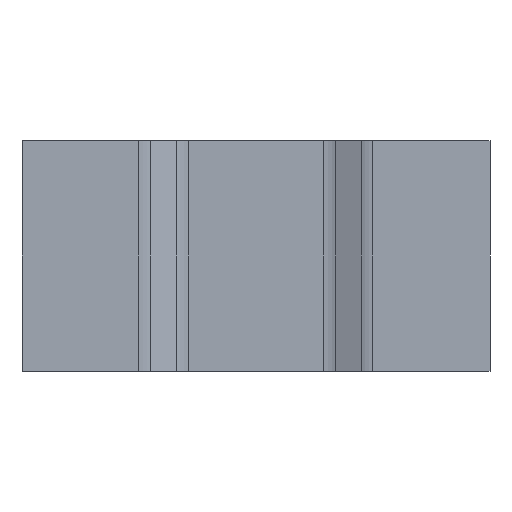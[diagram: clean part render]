
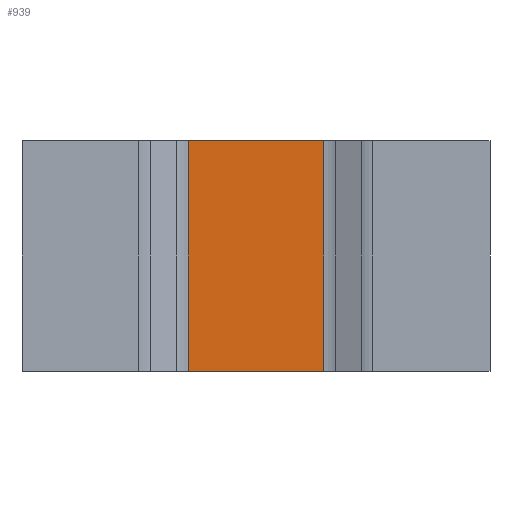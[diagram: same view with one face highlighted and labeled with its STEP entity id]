
A CAD part, front view. The second image highlights one B-rep face of the part: STEP entity #939.
In plain terms, the highlighted planar face has unit normal (0, -1, 0).
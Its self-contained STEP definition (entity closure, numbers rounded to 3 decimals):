
#36 = LINE ( 'NONE', #883, #396 ) ;
#41 = FACE_OUTER_BOUND ( 'NONE', #948, .T. ) ;
#53 = VERTEX_POINT ( 'NONE', #644 ) ;
#72 = VERTEX_POINT ( 'NONE', #187 ) ;
#77 = EDGE_CURVE ( 'NONE', #183, #99, #36, .T. ) ;
#99 = VERTEX_POINT ( 'NONE', #561 ) ;
#141 = DIRECTION ( 'NONE',  ( 1., 0., 0. ) ) ;
#183 = VERTEX_POINT ( 'NONE', #728 ) ;
#187 = CARTESIAN_POINT ( 'NONE',  ( 2.2, 0.5, 0.01 ) ) ;
#255 = LINE ( 'NONE', #563, #373 ) ;
#270 = DIRECTION ( 'NONE',  ( -1., 0., 0. ) ) ;
#271 = EDGE_CURVE ( 'NONE', #72, #99, #902, .T. ) ;
#291 = DIRECTION ( 'NONE',  ( 0., 0., 1. ) ) ;
#293 = CARTESIAN_POINT ( 'NONE',  ( -2.2, 0.5, 7.49 ) ) ;
#373 = VECTOR ( 'NONE', #291, 1000. ) ;
#391 = VECTOR ( 'NONE', #682, 1000. ) ;
#396 = VECTOR ( 'NONE', #878, 1000. ) ;
#488 = VECTOR ( 'NONE', #141, 1000. ) ;
#521 = EDGE_CURVE ( 'NONE', #183, #53, #603, .T. ) ;
#561 = CARTESIAN_POINT ( 'NONE',  ( -2.2, 0.5, 0.01 ) ) ;
#563 = CARTESIAN_POINT ( 'NONE',  ( 2.2, 0.5, 7.5 ) ) ;
#574 = ORIENTED_EDGE ( 'NONE', *, *, #521, .F. ) ;
#603 = LINE ( 'NONE', #293, #488 ) ;
#644 = CARTESIAN_POINT ( 'NONE',  ( 2.2, 0.5, 7.49 ) ) ;
#652 = DIRECTION ( 'NONE',  ( 0., 1., 0. ) ) ;
#653 = CARTESIAN_POINT ( 'NONE',  ( 2.2, 0.5, 0.01 ) ) ;
#679 = ORIENTED_EDGE ( 'NONE', *, *, #988, .T. ) ;
#682 = DIRECTION ( 'NONE',  ( -1., 0., 0. ) ) ;
#728 = CARTESIAN_POINT ( 'NONE',  ( -2.2, 0.5, 7.49 ) ) ;
#807 = AXIS2_PLACEMENT_3D ( 'NONE', #950, #652, #270 ) ;
#863 = PLANE ( 'NONE',  #807 ) ;
#878 = DIRECTION ( 'NONE',  ( 0., 0., -1. ) ) ;
#882 = ORIENTED_EDGE ( 'NONE', *, *, #271, .F. ) ;
#883 = CARTESIAN_POINT ( 'NONE',  ( -2.2, 0.5, 0. ) ) ;
#902 = LINE ( 'NONE', #653, #391 ) ;
#939 = ADVANCED_FACE ( 'NONE', ( #41 ), #863, .F. ) ;
#948 = EDGE_LOOP ( 'NONE', ( #882, #679, #574, #984 ) ) ;
#950 = CARTESIAN_POINT ( 'NONE',  ( -2.4, 0.5, 7.5 ) ) ;
#984 = ORIENTED_EDGE ( 'NONE', *, *, #77, .T. ) ;
#988 = EDGE_CURVE ( 'NONE', #72, #53, #255, .T. ) ;
